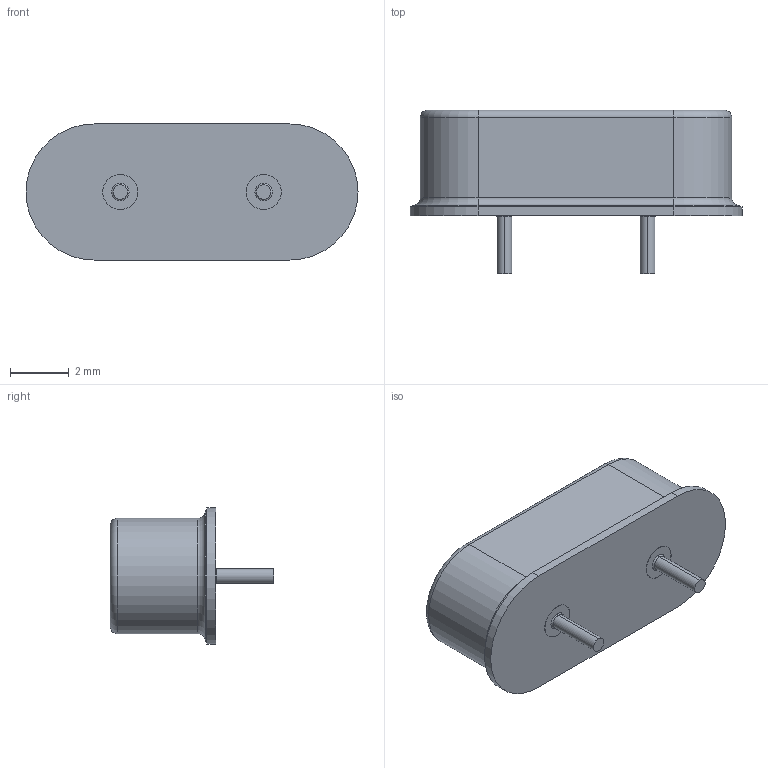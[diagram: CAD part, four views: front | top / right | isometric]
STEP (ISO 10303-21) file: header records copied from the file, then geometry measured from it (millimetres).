
FILE_DESCRIPTION (( 'STEP AP214' ), '1' );
FILE_NAME ('User Library-HC-49_LT_THT_16MHz.STEP', '2015-08-26T20:08:32', ( 'Windows User' ), ( '' ), 'SwSTEP 2.0', 'SolidWorks 2015', '' );
FILE_SCHEMA (( 'AUTOMOTIVE_DESIGN' ));
Length unit declared in the file: millimetre
Products named in the file (1): User Library-HC-49_LT_THT_16MHz
Bounding box: 11.35 x 5.59 x 4.65 mm (x, y, z)
Volume: 143.3 mm3; surface area: 191.1 mm2
Topology: 1 solids, 1 shells, 137 faces, 341 edges, 222 vertices
Faces by surface type: plane 70, bspline 41, cylinder 18, torus 8
Entity records: 7732 total; most frequent: CARTESIAN_POINT 3166, ORIENTED_EDGE 682, DIRECTION 499, EDGE_CURVE 341, VERTEX_POINT 222, LINE 213, VECTOR 213, EDGE_LOOP 153
